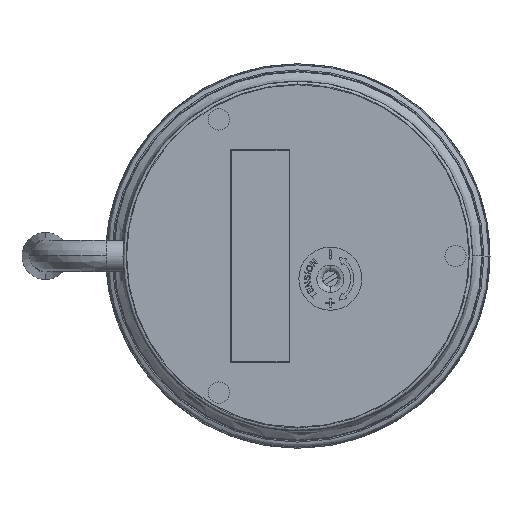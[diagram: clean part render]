
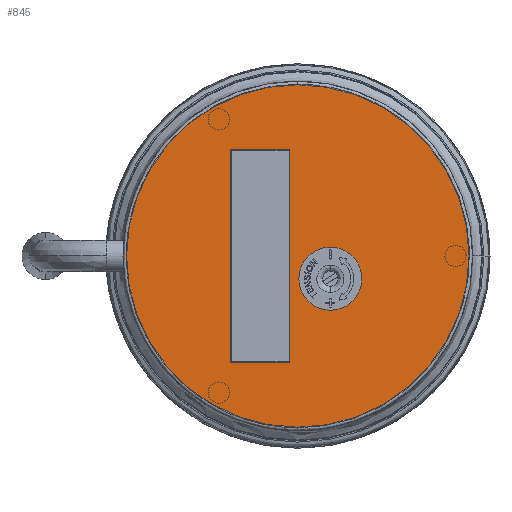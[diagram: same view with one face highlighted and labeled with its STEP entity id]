
A CAD part, front view. The second image highlights one B-rep face of the part: STEP entity #845.
In plain terms, the highlighted planar face has unit normal (0, -1, 0).
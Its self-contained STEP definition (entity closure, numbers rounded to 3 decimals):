
#217 = ORIENTED_EDGE ( 'NONE', *, *, #5753, .T. ) ;
#393 = CARTESIAN_POINT ( 'NONE',  ( -2.6, -17.25, -35.175 ) ) ;
#835 = CARTESIAN_POINT ( 'NONE',  ( 21.15, -17.25, -7.5 ) ) ;
#845 = ADVANCED_FACE ( 'NONE', ( #1225, #6110, #13140 ), #7343, .F. ) ;
#1225 = FACE_BOUND ( 'NONE', #6847, .T. ) ;
#1277 = EDGE_CURVE ( 'NONE', #12873, #16279, #19180, .T. ) ;
#1851 = LINE ( 'NONE', #4494, #17297 ) ;
#2480 = DIRECTION ( 'NONE',  ( 1., 0., 0. ) ) ;
#2871 = ORIENTED_EDGE ( 'NONE', *, *, #6752, .T. ) ;
#2900 = DIRECTION ( 'NONE',  ( -1., 0., 0. ) ) ;
#3180 = CARTESIAN_POINT ( 'NONE',  ( 0., -17.25, -56.5 ) ) ;
#3386 = DIRECTION ( 'NONE',  ( 0., 0., -1. ) ) ;
#3413 = VERTEX_POINT ( 'NONE', #11837 ) ;
#3585 = LINE ( 'NONE', #17179, #4061 ) ;
#3606 = ORIENTED_EDGE ( 'NONE', *, *, #17363, .T. ) ;
#3785 = AXIS2_PLACEMENT_3D ( 'NONE', #13701, #12354, #4641 ) ;
#4061 = VECTOR ( 'NONE', #5085, 1000. ) ;
#4082 = VERTEX_POINT ( 'NONE', #5083 ) ;
#4380 = CIRCLE ( 'NONE', #10930, 56.5 ) ;
#4387 = VECTOR ( 'NONE', #16309, 1000. ) ;
#4494 = CARTESIAN_POINT ( 'NONE',  ( -2.6, -17.25, -57.178 ) ) ;
#4641 = DIRECTION ( 'NONE',  ( 1., 0., 0. ) ) ;
#5083 = CARTESIAN_POINT ( 'NONE',  ( -22.15, -17.25, -35.175 ) ) ;
#5085 = DIRECTION ( 'NONE',  ( 0., 0., 1. ) ) ;
#5223 = EDGE_LOOP ( 'NONE', ( #2871, #15732, #3606, #16898 ) ) ;
#5641 = EDGE_CURVE ( 'NONE', #12778, #7071, #7431, .T. ) ;
#5753 = EDGE_CURVE ( 'NONE', #16279, #12873, #4380, .T. ) ;
#5925 = DIRECTION ( 'NONE',  ( 1., 0., 0. ) ) ;
#6082 = EDGE_LOOP ( 'NONE', ( #7555, #217 ) ) ;
#6110 = FACE_BOUND ( 'NONE', #5223, .T. ) ;
#6752 = EDGE_CURVE ( 'NONE', #3413, #7513, #10217, .T. ) ;
#6847 = EDGE_LOOP ( 'NONE', ( #13375, #12264 ) ) ;
#7071 = VERTEX_POINT ( 'NONE', #835 ) ;
#7328 = CARTESIAN_POINT ( 'NONE',  ( 0.35, -17.25, -7.5 ) ) ;
#7343 = PLANE ( 'NONE',  #12229 ) ;
#7431 = CIRCLE ( 'NONE', #3785, 10.4 ) ;
#7513 = VERTEX_POINT ( 'NONE', #13546 ) ;
#7555 = ORIENTED_EDGE ( 'NONE', *, *, #1277, .T. ) ;
#8846 = CARTESIAN_POINT ( 'NONE',  ( 57.178, -17.25, -57.178 ) ) ;
#9035 = CARTESIAN_POINT ( 'NONE',  ( 0., -17.25, 0. ) ) ;
#9856 = DIRECTION ( 'NONE',  ( 0., 0., -1. ) ) ;
#10217 = LINE ( 'NONE', #14435, #10680 ) ;
#10376 = EDGE_CURVE ( 'NONE', #4082, #3413, #3585, .T. ) ;
#10496 = AXIS2_PLACEMENT_3D ( 'NONE', #9035, #15104, #19328 ) ;
#10680 = VECTOR ( 'NONE', #2480, 1000. ) ;
#10833 = DIRECTION ( 'NONE',  ( 0., -1., 0. ) ) ;
#10930 = AXIS2_PLACEMENT_3D ( 'NONE', #18608, #10833, #9856 ) ;
#11423 = CIRCLE ( 'NONE', #16219, 10.4 ) ;
#11837 = CARTESIAN_POINT ( 'NONE',  ( -22.15, -17.25, 35.175 ) ) ;
#11863 = DIRECTION ( 'NONE',  ( 0., 1., 0. ) ) ;
#12229 = AXIS2_PLACEMENT_3D ( 'NONE', #8846, #11863, #2900 ) ;
#12264 = ORIENTED_EDGE ( 'NONE', *, *, #5641, .F. ) ;
#12354 = DIRECTION ( 'NONE',  ( 0., -1., 0. ) ) ;
#12778 = VERTEX_POINT ( 'NONE', #7328 ) ;
#12873 = VERTEX_POINT ( 'NONE', #3180 ) ;
#13140 = FACE_OUTER_BOUND ( 'NONE', #6082, .T. ) ;
#13375 = ORIENTED_EDGE ( 'NONE', *, *, #18186, .F. ) ;
#13546 = CARTESIAN_POINT ( 'NONE',  ( -2.6, -17.25, 35.175 ) ) ;
#13701 = CARTESIAN_POINT ( 'NONE',  ( 10.75, -17.25, -7.5 ) ) ;
#14435 = CARTESIAN_POINT ( 'NONE',  ( 57.178, -17.25, 35.175 ) ) ;
#14747 = CARTESIAN_POINT ( 'NONE',  ( 57.178, -17.25, -35.175 ) ) ;
#14891 = CARTESIAN_POINT ( 'NONE',  ( 10.75, -17.25, -7.5 ) ) ;
#15062 = EDGE_CURVE ( 'NONE', #7513, #17115, #1851, .T. ) ;
#15104 = DIRECTION ( 'NONE',  ( 0., -1., 0. ) ) ;
#15732 = ORIENTED_EDGE ( 'NONE', *, *, #15062, .T. ) ;
#15861 = LINE ( 'NONE', #14747, #4387 ) ;
#16219 = AXIS2_PLACEMENT_3D ( 'NONE', #14891, #19295, #5925 ) ;
#16279 = VERTEX_POINT ( 'NONE', #18003 ) ;
#16309 = DIRECTION ( 'NONE',  ( -1., 0., 0. ) ) ;
#16898 = ORIENTED_EDGE ( 'NONE', *, *, #10376, .T. ) ;
#17115 = VERTEX_POINT ( 'NONE', #393 ) ;
#17179 = CARTESIAN_POINT ( 'NONE',  ( -22.15, -17.25, -57.178 ) ) ;
#17297 = VECTOR ( 'NONE', #3386, 1000. ) ;
#17363 = EDGE_CURVE ( 'NONE', #17115, #4082, #15861, .T. ) ;
#18003 = CARTESIAN_POINT ( 'NONE',  ( 0., -17.25, 56.5 ) ) ;
#18186 = EDGE_CURVE ( 'NONE', #7071, #12778, #11423, .T. ) ;
#18608 = CARTESIAN_POINT ( 'NONE',  ( 0., -17.25, 0. ) ) ;
#19180 = CIRCLE ( 'NONE', #10496, 56.5 ) ;
#19295 = DIRECTION ( 'NONE',  ( 0., -1., 0. ) ) ;
#19328 = DIRECTION ( 'NONE',  ( 0., 0., -1. ) ) ;
